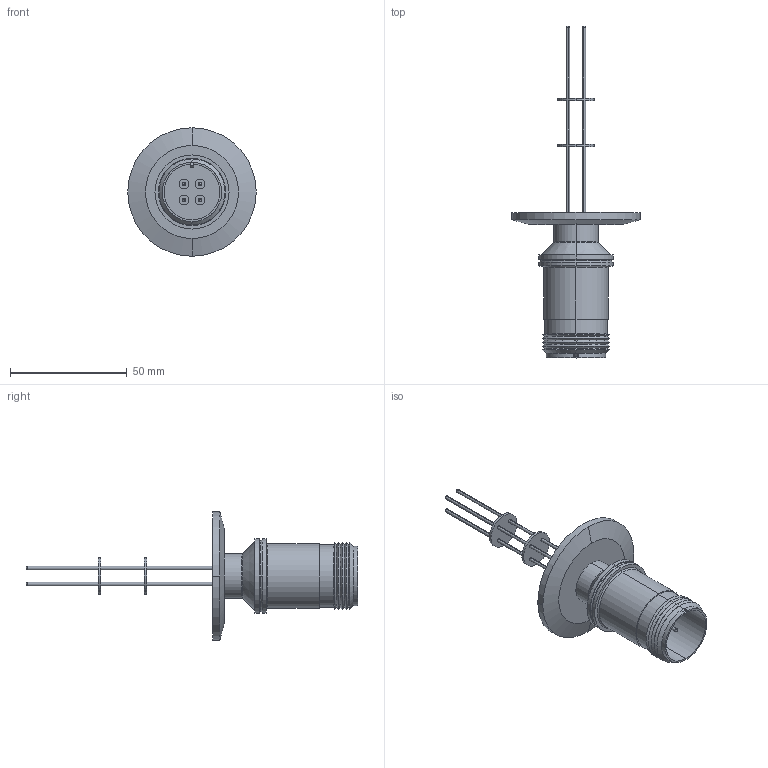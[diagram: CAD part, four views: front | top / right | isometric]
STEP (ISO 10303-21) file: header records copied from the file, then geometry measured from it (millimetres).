
FILE_DESCRIPTION (( 'STEP AP203' ), '1' );
FILE_NAME ('A0194-1.STEP', '2012-02-13T12:55:19', ( '' ), ( '' ), 'SwSTEP 2.0', 'SolidWorks 2011', '' );
FILE_SCHEMA (( 'CONFIG_CONTROL_DESIGN' ));
Length unit declared in the file: inch
Products named in the file (1): A0194-1
Bounding box: 54.99 x 142.11 x 54.99 mm (x, y, z)
Volume: 18388.1 mm3; surface area: 22594.1 mm2
Topology: 1 solids, 1 shells, 204 faces, 459 edges, 295 vertices
Faces by surface type: cylinder 92, plane 52, torus 34, cone 26
Entity records: 6516 total; most frequent: CARTESIAN_POINT 1707, DIRECTION 1078, ORIENTED_EDGE 918, AXIS2_PLACEMENT_3D 470, EDGE_CURVE 459, VERTEX_POINT 295, CIRCLE 265, EDGE_LOOP 254
